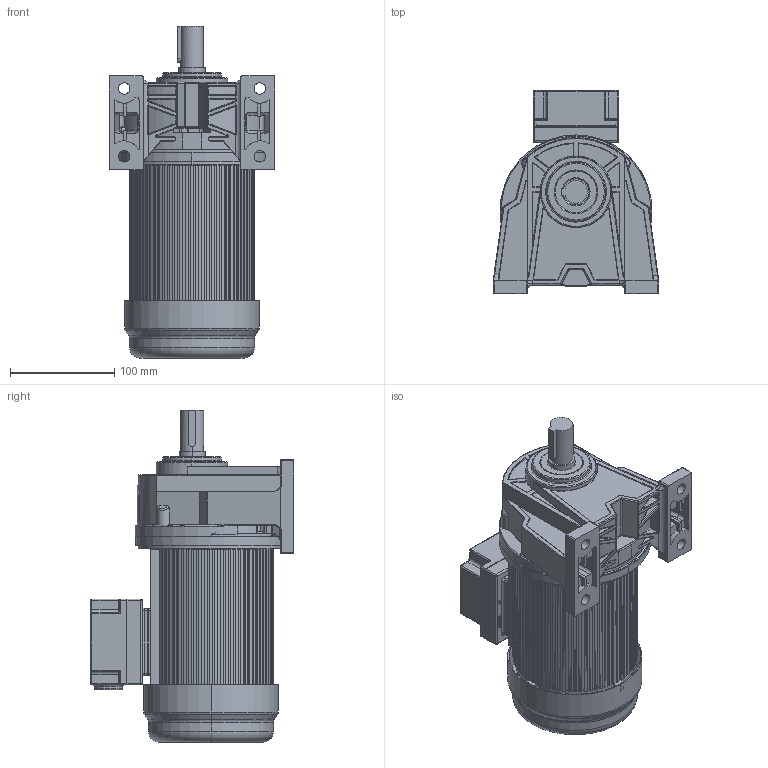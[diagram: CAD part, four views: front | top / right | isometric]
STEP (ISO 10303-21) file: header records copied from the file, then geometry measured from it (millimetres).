
FILE_DESCRIPTION((''),'2;1');
FILE_NAME('GH-22-200-I-A-G3-T0004_ASM','2024-01-31T12:03:16',('mayn'),(''),'CREO PARAMETRIC BY PTC INC, 2020053','CREO PARAMETRIC BY PTC INC, 2020053','');
FILE_SCHEMA(('CONFIG_CONTROL_DESIGN'));
Products named in the file (16): MANIFOLD_SOLID_BREP_110_1; MANIFOLD_SOLID_BREP_630_1; _GH22__1; GH22__ASM_1_ASM; G22JIGGONG_1; ASM0002_ASM_1_ASM_1_ASM; 110_130_1; 110_1; 127-55_1; PRT0004_1; ASM0003_ASM_ASM_1_ASM; PRT0005_1; ASM0002_ASM_ASM_1_ASM; 82-82__ASM_1_ASM; GH22_ASM_1_ASM; GH-22-200-I-A-G3-T0004_ASM
Assembly tree (15 placements, depth 6):
  GH-22-200-I-A-G3-T0004_ASM
    GH22_ASM_1_ASM
      ASM0002_ASM_1_ASM_1_ASM
        GH22__ASM_1_ASM
          MANIFOLD_SOLID_BREP_110_1
          MANIFOLD_SOLID_BREP_630_1
          _GH22__1
        G22JIGGONG_1
      110_130_1
      110_1
      127-55_1
      82-82__ASM_1_ASM
        ASM0002_ASM_ASM_1_ASM
          ASM0003_ASM_ASM_1_ASM
            PRT0004_1
          PRT0005_1
Bounding box: 158.79 x 195.13 x 318.41 mm (x, y, z)
Volume: 667239.5 mm3; surface area: 525011.4 mm2
Topology: 8 solids, 10 shells, 4461 faces, 12691 edges, 8240 vertices
Faces by surface type: plane 2456, cylinder 1175, torus 452, bspline 219, cone 86, sphere 69, extrusion 4
Entity records: 163423 total; most frequent: CARTESIAN_POINT 45635, ORIENTED_EDGE 25222, DIRECTION 24328, EDGE_CURVE 12616, VERTEX_POINT 8237, AXIS2_PLACEMENT_3D 8145, VECTOR 8038, LINE 8034
